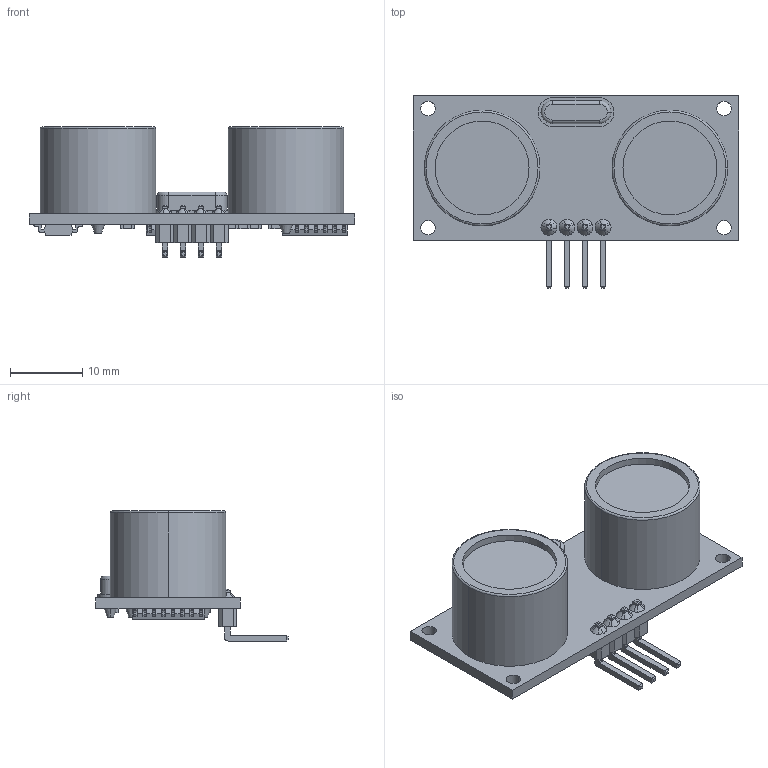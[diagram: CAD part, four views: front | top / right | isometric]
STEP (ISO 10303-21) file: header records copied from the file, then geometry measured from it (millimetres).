
FILE_DESCRIPTION((''),'2;1');
FILE_NAME('NORM_U_SENSOR_ASM','2023-02-11T23:53:30',('prack'),(''),'CREO PARAMETRIC BY PTC INC, 2021164','CREO PARAMETRIC BY PTC INC, 2021164','');
FILE_SCHEMA(('CONFIG_CONTROL_DESIGN'));
Length unit declared in the file: millimetre
Products named in the file (5): 04_03_FILLET3; 04_01_FILLET1; 04_04_SPLIT_LINE3; 04_02_FILLET2; NORM_U_SENSOR_ASM
Assembly tree (4 placements, depth 2):
  NORM_U_SENSOR_ASM
    04_03_FILLET3
    04_01_FILLET1
    04_04_SPLIT_LINE3
    04_02_FILLET2
Bounding box: 45 x 26.6 x 18 mm (x, y, z)
Volume: 6267.2 mm3; surface area: 4733 mm2
Topology: 4 solids, 4 shells, 940 faces, 2638 edges, 1699 vertices
Faces by surface type: plane 681, cylinder 208, bspline 32, cone 12, torus 7
Entity records: 37233 total; most frequent: CARTESIAN_POINT 12634, ORIENTED_EDGE 5276, DIRECTION 4834, EDGE_CURVE 2638, VECTOR 2092, LINE 2092, VERTEX_POINT 1699, AXIS2_PLACEMENT_3D 1371
